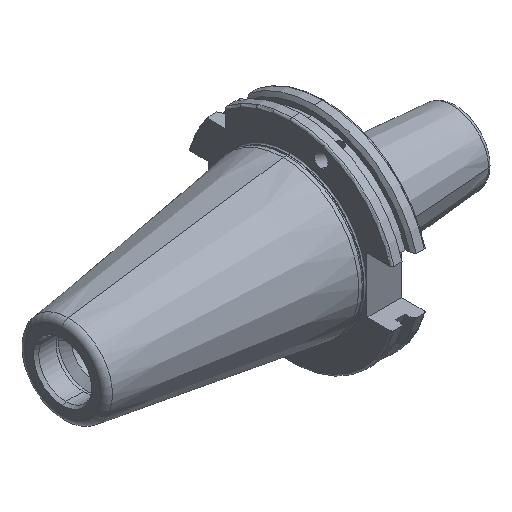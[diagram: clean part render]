
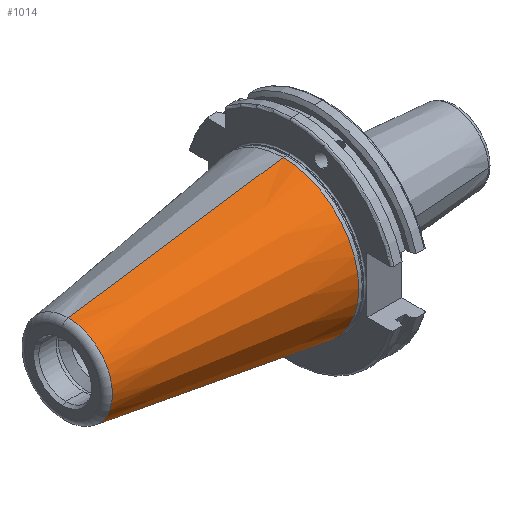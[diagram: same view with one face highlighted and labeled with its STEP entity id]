
A CAD part, isometric view. The second image highlights one B-rep face of the part: STEP entity #1014.
In plain terms, the highlighted conical face has half-angle 8.297 degrees and reference radius 34.925 mm.
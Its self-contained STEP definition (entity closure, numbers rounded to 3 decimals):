
#42 = DIRECTION ( 'NONE',  ( -1., 0., 0. ) ) ;
#107 = CARTESIAN_POINT ( 'NONE',  ( 0., 0., 0. ) ) ;
#144 = AXIS2_PLACEMENT_3D ( 'NONE', #3261, #42, #3793 ) ;
#381 = DIRECTION ( 'NONE',  ( 1., 0., 0. ) ) ;
#642 = DIRECTION ( 'NONE',  ( 0., -1., 0. ) ) ;
#829 = CARTESIAN_POINT ( 'NONE',  ( 0., -34.925, 0. ) ) ;
#971 = ORIENTED_EDGE ( 'NONE', *, *, #3937, .F. ) ;
#994 = DIRECTION ( 'NONE',  ( 0.99, -0.144, 0. ) ) ;
#1014 = ADVANCED_FACE ( 'NONE', ( #5974 ), #1492, .T. ) ;
#1055 = CARTESIAN_POINT ( 'NONE',  ( 0., 34.925, 0. ) ) ;
#1492 = CONICAL_SURFACE ( 'NONE', #1665, 34.925, 0.145 ) ;
#1665 = AXIS2_PLACEMENT_3D ( 'NONE', #3600, #381, #6817 ) ;
#1717 = ORIENTED_EDGE ( 'NONE', *, *, #4527, .T. ) ;
#2071 = VERTEX_POINT ( 'NONE', #829 ) ;
#2149 = CIRCLE ( 'NONE', #5435, 34.925 ) ;
#2449 = CARTESIAN_POINT ( 'NONE',  ( 0., 34.925, 0. ) ) ;
#2463 = EDGE_CURVE ( 'NONE', #2843, #2071, #3550, .T. ) ;
#2597 = CARTESIAN_POINT ( 'NONE',  ( 0., -34.925, 0. ) ) ;
#2742 = ORIENTED_EDGE ( 'NONE', *, *, #2463, .F. ) ;
#2843 = VERTEX_POINT ( 'NONE', #3531 ) ;
#3261 = CARTESIAN_POINT ( 'NONE',  ( -99.183, 0., 0. ) ) ;
#3399 = CIRCLE ( 'NONE', #144, 20.461 ) ;
#3487 = ORIENTED_EDGE ( 'NONE', *, *, #4137, .T. ) ;
#3531 = CARTESIAN_POINT ( 'NONE',  ( -99.183, -20.461, 0. ) ) ;
#3550 = LINE ( 'NONE', #2597, #4825 ) ;
#3600 = CARTESIAN_POINT ( 'NONE',  ( 0., 0., 0. ) ) ;
#3793 = DIRECTION ( 'NONE',  ( 0., -1., 0. ) ) ;
#3823 = LINE ( 'NONE', #2449, #5264 ) ;
#3861 = DIRECTION ( 'NONE',  ( -1., 0., 0. ) ) ;
#3937 = EDGE_CURVE ( 'NONE', #5969, #2843, #3399, .T. ) ;
#4068 = DIRECTION ( 'NONE',  ( 0.99, 0.144, 0. ) ) ;
#4137 = EDGE_CURVE ( 'NONE', #5969, #4975, #3823, .T. ) ;
#4527 = EDGE_CURVE ( 'NONE', #4975, #2071, #2149, .T. ) ;
#4825 = VECTOR ( 'NONE', #994, 1000. ) ;
#4975 = VERTEX_POINT ( 'NONE', #1055 ) ;
#5251 = EDGE_LOOP ( 'NONE', ( #2742, #971, #3487, #1717 ) ) ;
#5264 = VECTOR ( 'NONE', #4068, 1000. ) ;
#5435 = AXIS2_PLACEMENT_3D ( 'NONE', #107, #3861, #642 ) ;
#5969 = VERTEX_POINT ( 'NONE', #6035 ) ;
#5974 = FACE_OUTER_BOUND ( 'NONE', #5251, .T. ) ;
#6035 = CARTESIAN_POINT ( 'NONE',  ( -99.183, 20.461, 0. ) ) ;
#6817 = DIRECTION ( 'NONE',  ( 0., 1., 0. ) ) ;
